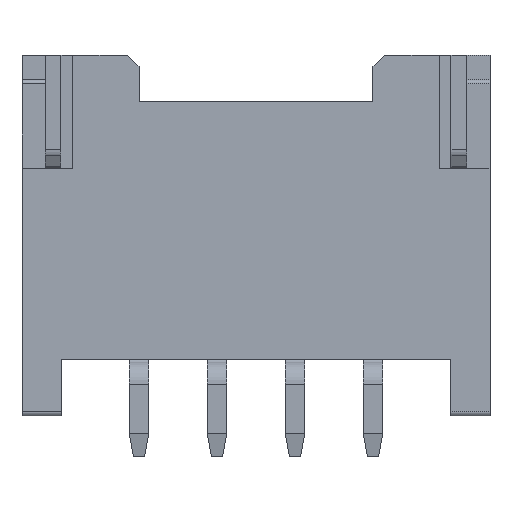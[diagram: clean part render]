
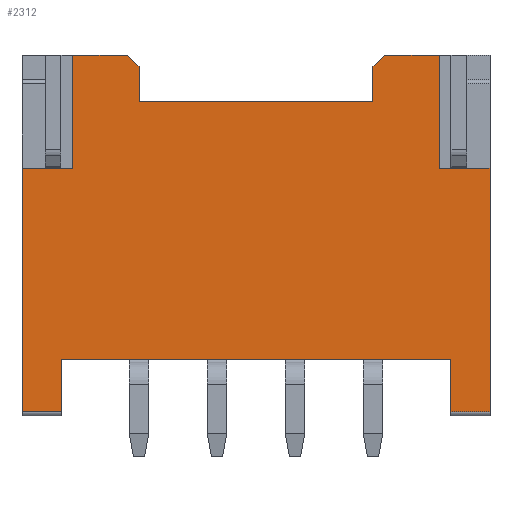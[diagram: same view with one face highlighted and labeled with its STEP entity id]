
A CAD part, front view. The second image highlights one B-rep face of the part: STEP entity #2312.
In plain terms, the highlighted planar face has unit normal (0, -1, 0).
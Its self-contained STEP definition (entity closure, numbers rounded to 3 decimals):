
#117 = PLANE ( 'NONE',  #4537 ) ;
#179 = ORIENTED_EDGE ( 'NONE', *, *, #524, .F. ) ;
#231 = CARTESIAN_POINT ( 'NONE',  ( -5., 0.1, -4. ) ) ;
#361 = EDGE_CURVE ( 'NONE', #6263, #6029, #7600, .T. ) ;
#412 = ORIENTED_EDGE ( 'NONE', *, *, #750, .T. ) ;
#459 = DIRECTION ( 'NONE',  ( -0.707, 0., -0.707 ) ) ;
#486 = CARTESIAN_POINT ( 'NONE',  ( 1.477, 0.1, 2.25 ) ) ;
#506 = ORIENTED_EDGE ( 'NONE', *, *, #5762, .F. ) ;
#524 = EDGE_CURVE ( 'NONE', #572, #2249, #1646, .T. ) ;
#536 = LINE ( 'NONE', #5374, #4806 ) ;
#546 = VERTEX_POINT ( 'NONE', #7699 ) ;
#572 = VERTEX_POINT ( 'NONE', #2843 ) ;
#580 = VECTOR ( 'NONE', #7717, 1000. ) ;
#640 = VECTOR ( 'NONE', #2986, 1000. ) ;
#731 = VERTEX_POINT ( 'NONE', #2266 ) ;
#750 = EDGE_CURVE ( 'NONE', #5588, #2249, #1513, .T. ) ;
#930 = ORIENTED_EDGE ( 'NONE', *, *, #5991, .T. ) ;
#957 = CARTESIAN_POINT ( 'NONE',  ( 5., 0.1, -2.65 ) ) ;
#1004 = EDGE_CURVE ( 'NONE', #7211, #6263, #4908, .T. ) ;
#1008 = CARTESIAN_POINT ( 'NONE',  ( 6., 0.1, -2.65 ) ) ;
#1076 = LINE ( 'NONE', #6023, #4576 ) ;
#1098 = LINE ( 'NONE', #1760, #3167 ) ;
#1268 = CARTESIAN_POINT ( 'NONE',  ( 4.7, 0.1, 2.25 ) ) ;
#1269 = ORIENTED_EDGE ( 'NONE', *, *, #1857, .T. ) ;
#1307 = CARTESIAN_POINT ( 'NONE',  ( 4.7, 0.1, 5.15 ) ) ;
#1333 = DIRECTION ( 'NONE',  ( 0., 0., -1. ) ) ;
#1486 = VERTEX_POINT ( 'NONE', #1307 ) ;
#1511 = DIRECTION ( 'NONE',  ( 0., 0., -1. ) ) ;
#1513 = LINE ( 'NONE', #3926, #580 ) ;
#1611 = DIRECTION ( 'NONE',  ( 0., 0., 1. ) ) ;
#1614 = ORIENTED_EDGE ( 'NONE', *, *, #4520, .T. ) ;
#1646 = LINE ( 'NONE', #5971, #5516 ) ;
#1688 = DIRECTION ( 'NONE',  ( 1., 0., 0. ) ) ;
#1721 = DIRECTION ( 'NONE',  ( 1., 0., 0. ) ) ;
#1760 = CARTESIAN_POINT ( 'NONE',  ( 3., 0.1, 3.95 ) ) ;
#1808 = VECTOR ( 'NONE', #459, 1000. ) ;
#1817 = DIRECTION ( 'NONE',  ( 1., 0., 0. ) ) ;
#1823 = LINE ( 'NONE', #4827, #6882 ) ;
#1857 = EDGE_CURVE ( 'NONE', #6029, #4377, #6049, .T. ) ;
#1893 = DIRECTION ( 'NONE',  ( 0., 0., 1. ) ) ;
#2069 = ORIENTED_EDGE ( 'NONE', *, *, #4618, .T. ) ;
#2249 = VERTEX_POINT ( 'NONE', #3024 ) ;
#2266 = CARTESIAN_POINT ( 'NONE',  ( 6., 0.1, 2.25 ) ) ;
#2293 = VERTEX_POINT ( 'NONE', #7329 ) ;
#2312 = ADVANCED_FACE ( 'NONE', ( #3135 ), #117, .T. ) ;
#2315 = LINE ( 'NONE', #486, #2454 ) ;
#2324 = DIRECTION ( 'NONE',  ( -1., 0., 0. ) ) ;
#2344 = VERTEX_POINT ( 'NONE', #4317 ) ;
#2431 = CARTESIAN_POINT ( 'NONE',  ( 3., 0.1, 3.95 ) ) ;
#2454 = VECTOR ( 'NONE', #1721, 1000. ) ;
#2482 = CARTESIAN_POINT ( 'NONE',  ( 4.7, 0.1, 2.25 ) ) ;
#2724 = LINE ( 'NONE', #3465, #2948 ) ;
#2746 = CARTESIAN_POINT ( 'NONE',  ( 3., 0.1, 5.15 ) ) ;
#2843 = CARTESIAN_POINT ( 'NONE',  ( -6., 0.1, -4. ) ) ;
#2937 = EDGE_CURVE ( 'NONE', #5861, #3710, #1098, .T. ) ;
#2948 = VECTOR ( 'NONE', #6446, 1000. ) ;
#2958 = CARTESIAN_POINT ( 'NONE',  ( -5.25, 0.1, -3.4 ) ) ;
#2962 = ORIENTED_EDGE ( 'NONE', *, *, #6116, .F. ) ;
#2986 = DIRECTION ( 'NONE',  ( -1., 0., 0. ) ) ;
#3012 = CARTESIAN_POINT ( 'NONE',  ( -0.75, 0.1, 2.6 ) ) ;
#3019 = EDGE_CURVE ( 'NONE', #4377, #546, #536, .T. ) ;
#3024 = CARTESIAN_POINT ( 'NONE',  ( -6., 0.1, 2.25 ) ) ;
#3062 = DIRECTION ( 'NONE',  ( 1., 0., 0. ) ) ;
#3135 = FACE_OUTER_BOUND ( 'NONE', #4332, .T. ) ;
#3167 = VECTOR ( 'NONE', #2324, 1000. ) ;
#3195 = ORIENTED_EDGE ( 'NONE', *, *, #4136, .F. ) ;
#3211 = VECTOR ( 'NONE', #6848, 1000. ) ;
#3414 = EDGE_CURVE ( 'NONE', #5588, #5209, #1823, .T. ) ;
#3465 = CARTESIAN_POINT ( 'NONE',  ( -6., 0.1, 5.15 ) ) ;
#3480 = DIRECTION ( 'NONE',  ( 0., 0., 1. ) ) ;
#3578 = DIRECTION ( 'NONE',  ( 0., 0., 1. ) ) ;
#3683 = VECTOR ( 'NONE', #1511, 1000. ) ;
#3710 = VERTEX_POINT ( 'NONE', #5783 ) ;
#3840 = ORIENTED_EDGE ( 'NONE', *, *, #4993, .F. ) ;
#3926 = CARTESIAN_POINT ( 'NONE',  ( -1.477, 0.1, 2.25 ) ) ;
#3984 = ORIENTED_EDGE ( 'NONE', *, *, #361, .T. ) ;
#4136 = EDGE_CURVE ( 'NONE', #2344, #1486, #2724, .T. ) ;
#4157 = DIRECTION ( 'NONE',  ( -0.707, 0., 0.707 ) ) ;
#4215 = LINE ( 'NONE', #2958, #1808 ) ;
#4317 = CARTESIAN_POINT ( 'NONE',  ( 3.3, 0.1, 5.15 ) ) ;
#4332 = EDGE_LOOP ( 'NONE', ( #930, #2069, #3840, #5051, #412, #179, #5435, #6523, #3984, #1269, #5643, #7738, #506, #2962, #3195, #7154, #1614, #6294 ) ) ;
#4368 = VECTOR ( 'NONE', #4431, 1000. ) ;
#4377 = VERTEX_POINT ( 'NONE', #6234 ) ;
#4431 = DIRECTION ( 'NONE',  ( 0., 0., 1. ) ) ;
#4520 = EDGE_CURVE ( 'NONE', #6203, #5861, #5280, .T. ) ;
#4537 = AXIS2_PLACEMENT_3D ( 'NONE', #4962, #6158, #3062 ) ;
#4561 = CARTESIAN_POINT ( 'NONE',  ( -5., 0.1, -2.65 ) ) ;
#4576 = VECTOR ( 'NONE', #1817, 1000. ) ;
#4618 = EDGE_CURVE ( 'NONE', #7037, #2293, #6551, .T. ) ;
#4621 = VECTOR ( 'NONE', #7080, 1000. ) ;
#4623 = VERTEX_POINT ( 'NONE', #1268 ) ;
#4731 = LINE ( 'NONE', #5327, #640 ) ;
#4806 = VECTOR ( 'NONE', #1688, 1000. ) ;
#4827 = CARTESIAN_POINT ( 'NONE',  ( -4.7, 0.1, 2.25 ) ) ;
#4908 = LINE ( 'NONE', #231, #4368 ) ;
#4962 = CARTESIAN_POINT ( 'NONE',  ( -6., 0.1, -2.65 ) ) ;
#4975 = VECTOR ( 'NONE', #1333, 1000. ) ;
#4993 = EDGE_CURVE ( 'NONE', #5209, #2293, #1076, .T. ) ;
#5051 = ORIENTED_EDGE ( 'NONE', *, *, #3414, .F. ) ;
#5147 = LINE ( 'NONE', #7677, #7158 ) ;
#5173 = CARTESIAN_POINT ( 'NONE',  ( -4.7, 0.1, 5.15 ) ) ;
#5209 = VERTEX_POINT ( 'NONE', #5173 ) ;
#5280 = LINE ( 'NONE', #2746, #3683 ) ;
#5327 = CARTESIAN_POINT ( 'NONE',  ( -5., 0.1, -4. ) ) ;
#5364 = EDGE_CURVE ( 'NONE', #2344, #6203, #4215, .T. ) ;
#5374 = CARTESIAN_POINT ( 'NONE',  ( 5., 0.1, -4. ) ) ;
#5435 = ORIENTED_EDGE ( 'NONE', *, *, #6430, .F. ) ;
#5451 = CARTESIAN_POINT ( 'NONE',  ( 5., 0.1, -2.65 ) ) ;
#5516 = VECTOR ( 'NONE', #1611, 1000. ) ;
#5588 = VERTEX_POINT ( 'NONE', #5649 ) ;
#5612 = CARTESIAN_POINT ( 'NONE',  ( 3., 0.1, 4.85 ) ) ;
#5643 = ORIENTED_EDGE ( 'NONE', *, *, #3019, .T. ) ;
#5649 = CARTESIAN_POINT ( 'NONE',  ( -4.7, 0.1, 2.25 ) ) ;
#5671 = CARTESIAN_POINT ( 'NONE',  ( -3., 0.1, 4.85 ) ) ;
#5762 = EDGE_CURVE ( 'NONE', #4623, #731, #2315, .T. ) ;
#5783 = CARTESIAN_POINT ( 'NONE',  ( -3., 0.1, 3.95 ) ) ;
#5861 = VERTEX_POINT ( 'NONE', #2431 ) ;
#5971 = CARTESIAN_POINT ( 'NONE',  ( -6., 0.1, -2.65 ) ) ;
#5986 = CARTESIAN_POINT ( 'NONE',  ( -5., 0.1, -4. ) ) ;
#5991 = EDGE_CURVE ( 'NONE', #3710, #7037, #5147, .T. ) ;
#6023 = CARTESIAN_POINT ( 'NONE',  ( -6., 0.1, 5.15 ) ) ;
#6029 = VERTEX_POINT ( 'NONE', #957 ) ;
#6049 = LINE ( 'NONE', #5451, #3211 ) ;
#6116 = EDGE_CURVE ( 'NONE', #1486, #4623, #6806, .T. ) ;
#6158 = DIRECTION ( 'NONE',  ( 0., -1., 0. ) ) ;
#6203 = VERTEX_POINT ( 'NONE', #5612 ) ;
#6234 = CARTESIAN_POINT ( 'NONE',  ( 5., 0.1, -4. ) ) ;
#6263 = VERTEX_POINT ( 'NONE', #4561 ) ;
#6294 = ORIENTED_EDGE ( 'NONE', *, *, #2937, .T. ) ;
#6345 = EDGE_CURVE ( 'NONE', #546, #731, #6408, .T. ) ;
#6408 = LINE ( 'NONE', #1008, #7368 ) ;
#6430 = EDGE_CURVE ( 'NONE', #7211, #572, #4731, .T. ) ;
#6446 = DIRECTION ( 'NONE',  ( 1., 0., 0. ) ) ;
#6517 = CARTESIAN_POINT ( 'NONE',  ( -6., 0.1, -2.65 ) ) ;
#6523 = ORIENTED_EDGE ( 'NONE', *, *, #1004, .T. ) ;
#6551 = LINE ( 'NONE', #3012, #7004 ) ;
#6806 = LINE ( 'NONE', #2482, #4975 ) ;
#6848 = DIRECTION ( 'NONE',  ( 0., 0., -1. ) ) ;
#6882 = VECTOR ( 'NONE', #1893, 1000. ) ;
#7004 = VECTOR ( 'NONE', #4157, 1000. ) ;
#7037 = VERTEX_POINT ( 'NONE', #5671 ) ;
#7080 = DIRECTION ( 'NONE',  ( 1., 0., 0. ) ) ;
#7154 = ORIENTED_EDGE ( 'NONE', *, *, #5364, .T. ) ;
#7158 = VECTOR ( 'NONE', #3480, 1000. ) ;
#7211 = VERTEX_POINT ( 'NONE', #5986 ) ;
#7329 = CARTESIAN_POINT ( 'NONE',  ( -3.3, 0.1, 5.15 ) ) ;
#7368 = VECTOR ( 'NONE', #3578, 1000. ) ;
#7600 = LINE ( 'NONE', #6517, #4621 ) ;
#7677 = CARTESIAN_POINT ( 'NONE',  ( -3., 0.1, 5.15 ) ) ;
#7699 = CARTESIAN_POINT ( 'NONE',  ( 6., 0.1, -4. ) ) ;
#7717 = DIRECTION ( 'NONE',  ( -1., 0., 0. ) ) ;
#7738 = ORIENTED_EDGE ( 'NONE', *, *, #6345, .T. ) ;
